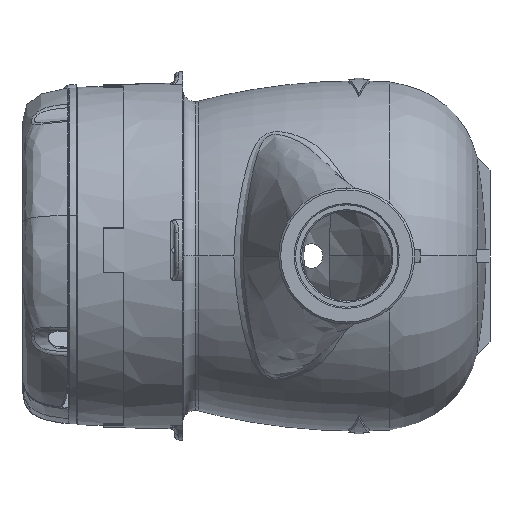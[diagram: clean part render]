
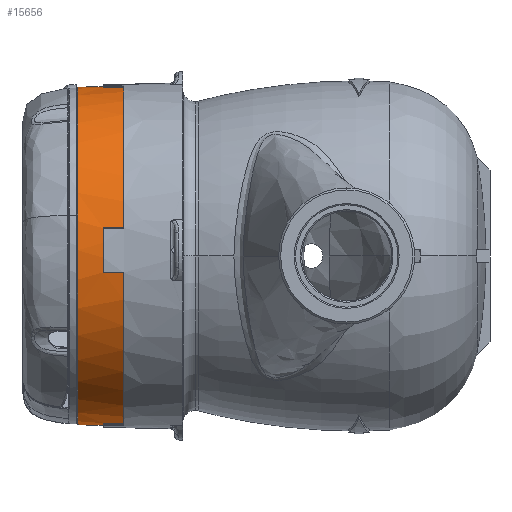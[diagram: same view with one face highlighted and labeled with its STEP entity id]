
A CAD part, left-side view. The second image highlights one B-rep face of the part: STEP entity #15656.
In plain terms, the highlighted conical face has half-angle 1 degrees and reference radius 41.451 mm.
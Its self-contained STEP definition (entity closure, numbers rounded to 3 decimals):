
#133 = EDGE_CURVE ( 'NONE', #20171, #21802, #20400, .T. ) ;
#781 = DIRECTION ( 'NONE',  ( 0., -1., 0. ) ) ;
#1090 = DIRECTION ( 'NONE',  ( 0., -1., 0. ) ) ;
#1097 = VERTEX_POINT ( 'NONE', #3376 ) ;
#1718 = CIRCLE ( 'NONE', #7785, 41.363 ) ;
#2328 = ORIENTED_EDGE ( 'NONE', *, *, #16641, .F. ) ;
#3099 = AXIS2_PLACEMENT_3D ( 'NONE', #19871, #20191, #22446 ) ;
#3278 = CARTESIAN_POINT ( 'NONE',  ( -4.013, 75.9, 41.256 ) ) ;
#3313 = VERTEX_POINT ( 'NONE', #9715 ) ;
#3376 = CARTESIAN_POINT ( 'NONE',  ( -41.256, 75.9, -4.013 ) ) ;
#3418 = DIRECTION ( 'NONE',  ( -0.999, 0., 0.034 ) ) ;
#4406 = VERTEX_POINT ( 'NONE', #16179 ) ;
#4565 = CARTESIAN_POINT ( 'NONE',  ( -40.803, 80.9, 6.787 ) ) ;
#4680 = ORIENTED_EDGE ( 'NONE', *, *, #23124, .F. ) ;
#4695 = VECTOR ( 'NONE', #26362, 1000. ) ;
#4925 = CARTESIAN_POINT ( 'NONE',  ( -4.013, 75.9, 41.256 ) ) ;
#5433 = CARTESIAN_POINT ( 'NONE',  ( 1.407, 75.9, 41.427 ) ) ;
#5791 = DIRECTION ( 'NONE',  ( -0.001, -1., -0.017 ) ) ;
#6117 = CARTESIAN_POINT ( 'NONE',  ( -41.169, 80.9, -4.004 ) ) ;
#6500 = VERTEX_POINT ( 'NONE', #16149 ) ;
#6630 = DIRECTION ( 'NONE',  ( -0.034, 0., -0.999 ) ) ;
#6782 = DIRECTION ( 'NONE',  ( 0., -1., 0. ) ) ;
#7028 = EDGE_CURVE ( 'NONE', #6500, #10235, #31236, .T. ) ;
#7108 = CIRCLE ( 'NONE', #19375, 41.255 ) ;
#7251 = LINE ( 'NONE', #5433, #18330 ) ;
#7370 = VECTOR ( 'NONE', #5791, 1000. ) ;
#7407 = ORIENTED_EDGE ( 'NONE', *, *, #7028, .F. ) ;
#7420 = EDGE_CURVE ( 'NONE', #9131, #20171, #7108, .T. ) ;
#7426 = CARTESIAN_POINT ( 'NONE',  ( -1.404, 80.9, -41.34 ) ) ;
#7785 = AXIS2_PLACEMENT_3D ( 'NONE', #22862, #17936, #3418 ) ;
#8023 = LINE ( 'NONE', #8239, #21804 ) ;
#8030 = CARTESIAN_POINT ( 'NONE',  ( 0., 75.9, 0. ) ) ;
#8239 = CARTESIAN_POINT ( 'NONE',  ( -41.256, 75.9, -4.013 ) ) ;
#8360 = CARTESIAN_POINT ( 'NONE',  ( 1.404, 80.9, 41.34 ) ) ;
#8443 = EDGE_LOOP ( 'NONE', ( #21797, #17594, #16241, #4680, #13825, #20490, #10948, #30977, #23908, #12971, #7407, #2328 ) ) ;
#8548 = DIRECTION ( 'NONE',  ( -0.017, -1., -0.002 ) ) ;
#8785 = DIRECTION ( 'NONE',  ( 0., -1., 0. ) ) ;
#9131 = VERTEX_POINT ( 'NONE', #20705 ) ;
#9248 = CARTESIAN_POINT ( 'NONE',  ( -6.802, 75.9, -40.889 ) ) ;
#9715 = CARTESIAN_POINT ( 'NONE',  ( -40.889, 75.9, 6.802 ) ) ;
#10235 = VERTEX_POINT ( 'NONE', #3278 ) ;
#10513 = EDGE_CURVE ( 'NONE', #10235, #3313, #30420, .T. ) ;
#10577 = AXIS2_PLACEMENT_3D ( 'NONE', #18510, #8785, #6630 ) ;
#10638 = VERTEX_POINT ( 'NONE', #29009 ) ;
#10948 = ORIENTED_EDGE ( 'NONE', *, *, #20168, .F. ) ;
#11165 = VECTOR ( 'NONE', #23238, 1000. ) ;
#11694 = DIRECTION ( 'NONE',  ( 0.034, 0., 0.999 ) ) ;
#12971 = ORIENTED_EDGE ( 'NONE', *, *, #10513, .F. ) ;
#13296 = CARTESIAN_POINT ( 'NONE',  ( -40.889, 75.9, 6.802 ) ) ;
#13825 = ORIENTED_EDGE ( 'NONE', *, *, #15985, .T. ) ;
#15254 = DIRECTION ( 'NONE',  ( 0.001, -1., 0.017 ) ) ;
#15333 = AXIS2_PLACEMENT_3D ( 'NONE', #8030, #781, #18195 ) ;
#15395 = CARTESIAN_POINT ( 'NONE',  ( -1.407, 75.9, -41.427 ) ) ;
#15656 = ADVANCED_FACE ( 'NONE', ( #28819 ), #24192, .T. ) ;
#15985 = EDGE_CURVE ( 'NONE', #4406, #10638, #20766, .T. ) ;
#16149 = CARTESIAN_POINT ( 'NONE',  ( -4.004, 80.9, 41.169 ) ) ;
#16179 = CARTESIAN_POINT ( 'NONE',  ( -6.787, 80.9, -40.803 ) ) ;
#16241 = ORIENTED_EDGE ( 'NONE', *, *, #133, .T. ) ;
#16641 = EDGE_CURVE ( 'NONE', #18786, #6500, #28024, .T. ) ;
#17594 = ORIENTED_EDGE ( 'NONE', *, *, #7420, .T. ) ;
#17936 = DIRECTION ( 'NONE',  ( 0., -1., 0. ) ) ;
#18072 = CARTESIAN_POINT ( 'NONE',  ( -1.4, 87.095, -41.232 ) ) ;
#18195 = DIRECTION ( 'NONE',  ( -0.034, 0., -0.999 ) ) ;
#18330 = VECTOR ( 'NONE', #15254, 1000. ) ;
#18510 = CARTESIAN_POINT ( 'NONE',  ( 0., 75.9, 0. ) ) ;
#18768 = VERTEX_POINT ( 'NONE', #6117 ) ;
#18778 = EDGE_CURVE ( 'NONE', #1097, #10638, #21068, .T. ) ;
#18786 = VERTEX_POINT ( 'NONE', #8360 ) ;
#18952 = VECTOR ( 'NONE', #29739, 1000. ) ;
#19375 = AXIS2_PLACEMENT_3D ( 'NONE', #26357, #6782, #11694 ) ;
#19871 = CARTESIAN_POINT ( 'NONE',  ( 0., 80.9, 0. ) ) ;
#20168 = EDGE_CURVE ( 'NONE', #18768, #1097, #8023, .T. ) ;
#20171 = VERTEX_POINT ( 'NONE', #18072 ) ;
#20191 = DIRECTION ( 'NONE',  ( 0., -1., 0. ) ) ;
#20400 = LINE ( 'NONE', #15395, #7370 ) ;
#20490 = ORIENTED_EDGE ( 'NONE', *, *, #18778, .F. ) ;
#20664 = DIRECTION ( 'NONE',  ( -0.034, 0., -0.999 ) ) ;
#20705 = CARTESIAN_POINT ( 'NONE',  ( 1.4, 87.095, 41.232 ) ) ;
#20766 = LINE ( 'NONE', #9248, #4695 ) ;
#21068 = CIRCLE ( 'NONE', #15333, 41.451 ) ;
#21166 = VERTEX_POINT ( 'NONE', #4565 ) ;
#21416 = EDGE_CURVE ( 'NONE', #9131, #18786, #7251, .T. ) ;
#21422 = EDGE_CURVE ( 'NONE', #21166, #18768, #31366, .T. ) ;
#21797 = ORIENTED_EDGE ( 'NONE', *, *, #21416, .F. ) ;
#21802 = VERTEX_POINT ( 'NONE', #7426 ) ;
#21804 = VECTOR ( 'NONE', #8548, 1000. ) ;
#22446 = DIRECTION ( 'NONE',  ( 0.034, 0., 0.999 ) ) ;
#22862 = CARTESIAN_POINT ( 'NONE',  ( 0., 80.9, 0. ) ) ;
#23124 = EDGE_CURVE ( 'NONE', #4406, #21802, #1718, .T. ) ;
#23238 = DIRECTION ( 'NONE',  ( -0.017, -1., 0.003 ) ) ;
#23908 = ORIENTED_EDGE ( 'NONE', *, *, #30073, .T. ) ;
#24192 = CONICAL_SURFACE ( 'NONE', #24952, 41.451, 0.017 ) ;
#24300 = DIRECTION ( 'NONE',  ( 0., -1., 0. ) ) ;
#24514 = CARTESIAN_POINT ( 'NONE',  ( 0., 80.9, 0. ) ) ;
#24952 = AXIS2_PLACEMENT_3D ( 'NONE', #30520, #1090, #20664 ) ;
#26357 = CARTESIAN_POINT ( 'NONE',  ( 0., 87.095, 0. ) ) ;
#26362 = DIRECTION ( 'NONE',  ( -0.003, -1., -0.017 ) ) ;
#27080 = DIRECTION ( 'NONE',  ( 0.999, 0., -0.034 ) ) ;
#28024 = CIRCLE ( 'NONE', #29711, 41.363 ) ;
#28819 = FACE_OUTER_BOUND ( 'NONE', #8443, .T. ) ;
#29009 = CARTESIAN_POINT ( 'NONE',  ( -6.802, 75.9, -40.889 ) ) ;
#29177 = LINE ( 'NONE', #13296, #11165 ) ;
#29711 = AXIS2_PLACEMENT_3D ( 'NONE', #24514, #24300, #27080 ) ;
#29739 = DIRECTION ( 'NONE',  ( -0.002, -1., 0.017 ) ) ;
#30073 = EDGE_CURVE ( 'NONE', #21166, #3313, #29177, .T. ) ;
#30420 = CIRCLE ( 'NONE', #10577, 41.451 ) ;
#30520 = CARTESIAN_POINT ( 'NONE',  ( 0., 75.9, 0. ) ) ;
#30977 = ORIENTED_EDGE ( 'NONE', *, *, #21422, .F. ) ;
#31236 = LINE ( 'NONE', #4925, #18952 ) ;
#31366 = CIRCLE ( 'NONE', #3099, 41.363 ) ;
